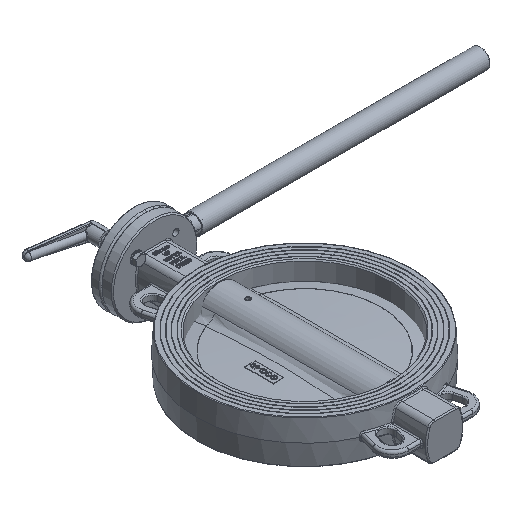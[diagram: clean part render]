
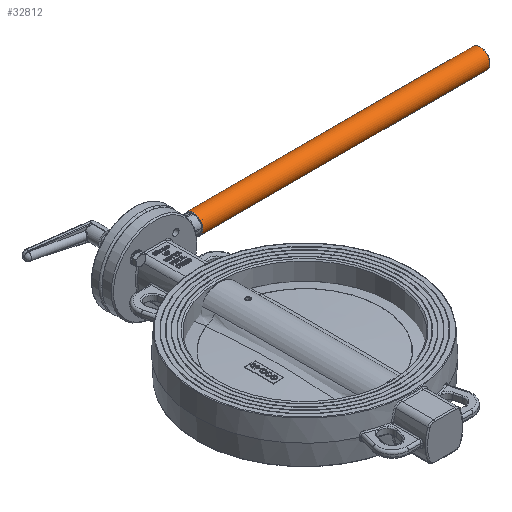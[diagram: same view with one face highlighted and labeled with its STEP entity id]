
A CAD part, isometric view. The second image highlights one B-rep face of the part: STEP entity #32812.
In plain terms, the highlighted cylindrical face has radius 16.85 mm (diameter 33.7 mm), a full revolution.
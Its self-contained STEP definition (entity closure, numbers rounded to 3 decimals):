
#767=CYLINDRICAL_SURFACE('',#35748,16.85);
#2352=CIRCLE('',#35733,16.85);
#2353=CIRCLE('',#35734,16.85);
#2359=CIRCLE('',#35742,16.85);
#2360=CIRCLE('',#35743,16.85);
#4440=FACE_OUTER_BOUND('',#6331,.T.);
#6331=EDGE_LOOP('',(#28487,#28488,#28489,#28490,#28491,#28492));
#8678=LINE('',#84872,#11021);
#11021=VECTOR('',#43903,16.85);
#14679=VERTEX_POINT('',#84844);
#14680=VERTEX_POINT('',#84846);
#14685=VERTEX_POINT('',#84860);
#14686=VERTEX_POINT('',#84861);
#19279=EDGE_CURVE('',#14680,#14679,#2352,.T.);
#19280=EDGE_CURVE('',#14679,#14680,#2353,.T.);
#19286=EDGE_CURVE('',#14685,#14686,#2359,.T.);
#19287=EDGE_CURVE('',#14686,#14685,#2360,.T.);
#19292=EDGE_CURVE('',#14679,#14686,#8678,.T.);
#28487=ORIENTED_EDGE('',*,*,#19279,.T.);
#28488=ORIENTED_EDGE('',*,*,#19292,.T.);
#28489=ORIENTED_EDGE('',*,*,#19287,.T.);
#28490=ORIENTED_EDGE('',*,*,#19286,.T.);
#28491=ORIENTED_EDGE('',*,*,#19292,.F.);
#28492=ORIENTED_EDGE('',*,*,#19280,.T.);
#32812=ADVANCED_FACE('',(#4440),#767,.T.);
#35733=AXIS2_PLACEMENT_3D('',#84847,#43870,#43871);
#35734=AXIS2_PLACEMENT_3D('',#84848,#43872,#43873);
#35742=AXIS2_PLACEMENT_3D('',#84862,#43888,#43889);
#35743=AXIS2_PLACEMENT_3D('',#84863,#43890,#43891);
#35748=AXIS2_PLACEMENT_3D('',#84871,#43901,#43902);
#43870=DIRECTION('center_axis',(1.,0.,0.));
#43871=DIRECTION('ref_axis',(0.,-0.954,0.3));
#43872=DIRECTION('center_axis',(1.,0.,0.));
#43873=DIRECTION('ref_axis',(0.,-0.954,0.3));
#43888=DIRECTION('center_axis',(-1.,0.,0.));
#43889=DIRECTION('ref_axis',(0.,-0.954,0.3));
#43890=DIRECTION('center_axis',(-1.,0.,0.));
#43891=DIRECTION('ref_axis',(0.,-0.954,0.3));
#43901=DIRECTION('center_axis',(-1.,0.,0.));
#43902=DIRECTION('ref_axis',(0.,-0.954,0.3));
#43903=DIRECTION('',(1.,0.,0.));
#84844=CARTESIAN_POINT('',(273.851,429.465,522.065));
#84846=CARTESIAN_POINT('',(273.851,397.318,532.178));
#84847=CARTESIAN_POINT('Origin',(273.851,413.392,527.122));
#84848=CARTESIAN_POINT('Origin',(273.851,413.392,527.122));
#84860=CARTESIAN_POINT('',(772.851,397.318,532.178));
#84861=CARTESIAN_POINT('',(772.851,429.465,522.065));
#84862=CARTESIAN_POINT('Origin',(772.851,413.392,527.122));
#84863=CARTESIAN_POINT('Origin',(772.851,413.392,527.122));
#84871=CARTESIAN_POINT('Origin',(773.351,413.392,527.122));
#84872=CARTESIAN_POINT('',(773.351,429.465,522.065));
